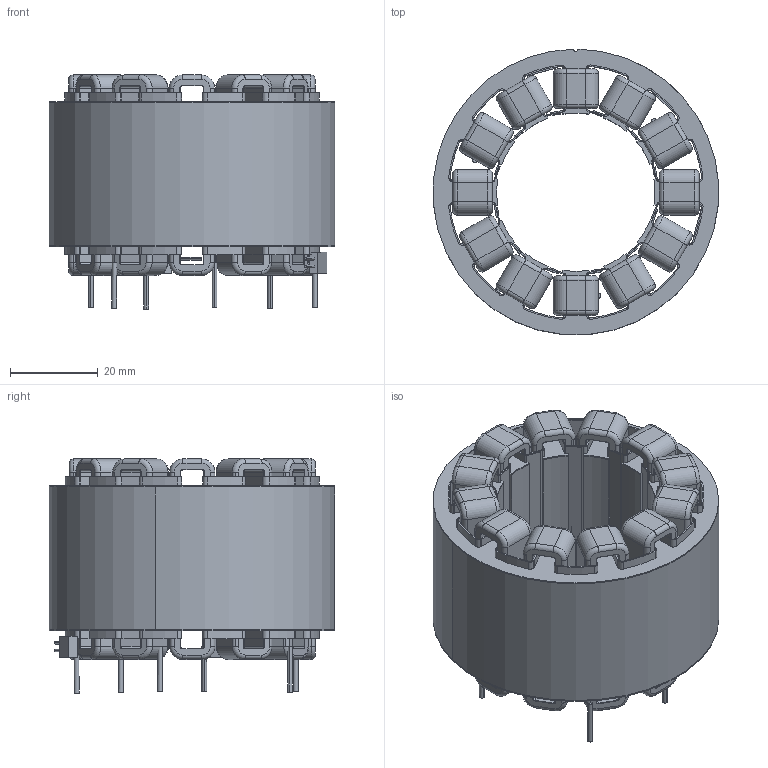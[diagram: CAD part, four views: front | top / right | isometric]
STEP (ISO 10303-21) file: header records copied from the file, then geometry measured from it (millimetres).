
FILE_DESCRIPTION (( 'STEP AP214' ), '1' );
FILE_NAME ('2257-3540330-羊囹铕 钺祛蜞眄.STEP', '2023-12-07T12:35:43', ( '' ), ( '' ), 'SwSTEP 2.0', 'SolidWorks 2020', '' );
FILE_SCHEMA (( 'AUTOMOTIVE_DESIGN' ));
Length unit declared in the file: millimetre
Products named in the file (25): 2257-3540330_0_2-羊囹铕 钺祛蜞眄-14.stp; 2257-3540330_0_2-羊囹铕 钺祛蜞眄-3.stp; 2257-3540330_0_2-羊囹铕 钺祛蜞眄-4.stp; 2257-3540330_0_2-羊囹铕 钺祛蜞眄-13.stp; 2257-3540330-羊囹铕 钺祛蜞眄; 2257-3540330_0_2-羊囹铕 钺祛蜞眄-9.stp; 2257-3540330_0_2-羊囹铕 钺祛蜞眄-11.stp; 45104373000099_0_1-Òåìïåðàòóðíûé äàò÷èê Honeywell HRTS-5760-B-U-0-12.stp; 2257-3540330_0_2-羊囹铕 钺祛蜞眄-15.stp; 2257-3540330_0_2-羊囹铕 钺祛蜞眄-12.stp; 2257-3540330_0_2-羊囹铕 钺祛蜞眄-8.stp; 2257-3540330_0_2-羊囹铕 钺祛蜞眄-6.stp; 2257-3540330_0_2-羊囹铕 钺祛蜞眄-16.stp; 2257-3540342_0_1-Ïàçîâàÿ èçîëÿöèÿ.stp; 2257-3540330_0_2-羊囹铕 钺祛蜞眄.stp; 2257-3540330-羊囹铕 钺祛蜞眄.stp; 2257-3540330_0_2-羊囹铕 钺祛蜞眄-7.stp; 2257-3540330_0_2-羊囹铕 钺祛蜞眄-2.stp; 2257-3540341_0_1-Ëèñò ñòàòîðà.stp; 2257-3540340_0_1-ﾑ褞蒟韭 瑣ⅱ濱MODEL.stp; 2257-3540330_0_2-羊囹铕 钺祛蜞眄-1.stp; 2257-3540330_0_2-羊囹铕 钺祛蜞眄-5.stp; 2257-3540330_0_2-羊囹铕 钺祛蜞眄-10.stp; 2257-3540340_0_1-ﾑ褞蒟韭 瑣ⅱ濱MODEL-0.stp; 2257-3540330_0_2-羊囹铕 钺祛蜞眄-17.stp
Assembly tree (156 placements, depth 4):
  2257-3540330-羊囹铕 钺祛蜞眄
    2257-3540330-羊囹铕 钺祛蜞眄.stp
      2257-3540340_0_1-ﾑ褞蒟韭 瑣ⅱ濱MODEL.stp
        2257-3540341_0_1-Ëèñò ñòàòîðà.stp  x120
        2257-3540340_0_1-ﾑ褞蒟韭 瑣ⅱ濱MODEL-0.stp
      2257-3540342_0_1-Ïàçîâàÿ èçîëÿöèÿ.stp  x12
      45104373000099_0_1-Òåìïåðàòóðíûé äàò÷èê Honeywell HRTS-5760-B-U-0-12.stp  x3
      2257-3540330_0_2-羊囹铕 钺祛蜞眄.stp
      2257-3540330_0_2-羊囹铕 钺祛蜞眄-1.stp
      2257-3540330_0_2-羊囹铕 钺祛蜞眄-2.stp
      2257-3540330_0_2-羊囹铕 钺祛蜞眄-3.stp
      2257-3540330_0_2-羊囹铕 钺祛蜞眄-4.stp
      2257-3540330_0_2-羊囹铕 钺祛蜞眄-5.stp
      2257-3540330_0_2-羊囹铕 钺祛蜞眄-6.stp
      2257-3540330_0_2-羊囹铕 钺祛蜞眄-7.stp
      2257-3540330_0_2-羊囹铕 钺祛蜞眄-8.stp
      2257-3540330_0_2-羊囹铕 钺祛蜞眄-9.stp
      2257-3540330_0_2-羊囹铕 钺祛蜞眄-10.stp
      2257-3540330_0_2-羊囹铕 钺祛蜞眄-11.stp
      2257-3540330_0_2-羊囹铕 钺祛蜞眄-12.stp
      2257-3540330_0_2-羊囹铕 钺祛蜞眄-13.stp
      2257-3540330_0_2-羊囹铕 钺祛蜞眄-14.stp
      2257-3540330_0_2-羊囹铕 钺祛蜞眄-15.stp
      2257-3540330_0_2-羊囹铕 钺祛蜞眄-16.stp
      2257-3540330_0_2-羊囹铕 钺祛蜞眄-17.stp
Bounding box: 64.82 x 64.88 x 53.22 mm (x, y, z)
Volume: 115648.6 mm3; surface area: 418199.9 mm2
Topology: 154 solids, 154 shells, 20408 faces, 59898 edges, 39804 vertices
Faces by surface type: cylinder 10914, plane 9254, torus 192, bspline 48
Entity records: 31872 total; most frequent: DIRECTION 5782, CARTESIAN_POINT 5065, ORIENTED_EDGE 4788, EDGE_CURVE 2394, AXIS2_PLACEMENT_3D 2273, VERTEX_POINT 1468, LINE 1236, VECTOR 1236
